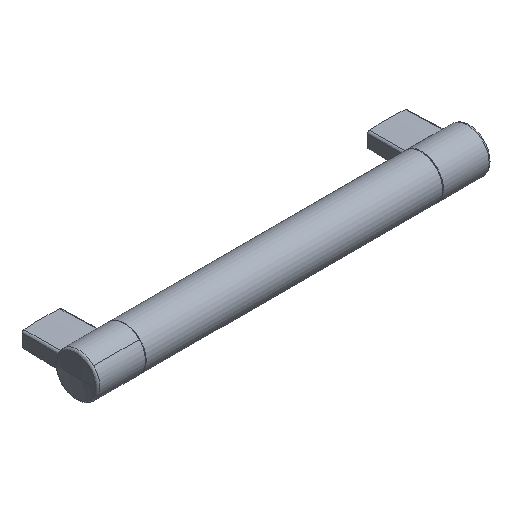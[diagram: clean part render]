
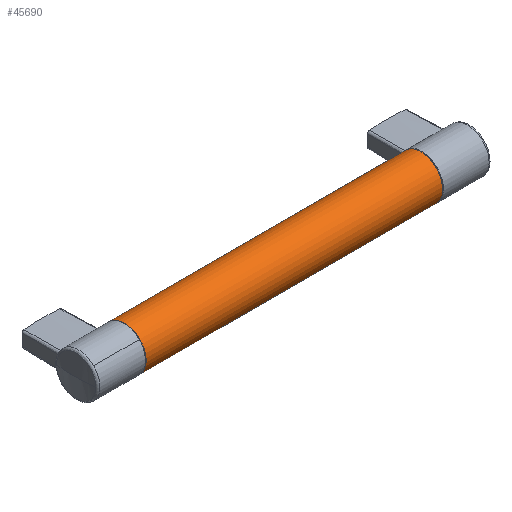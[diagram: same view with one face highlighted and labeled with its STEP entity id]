
A CAD part, isometric view. The second image highlights one B-rep face of the part: STEP entity #45690.
In plain terms, the highlighted cylindrical face has radius 10 mm (diameter 20 mm), a partial arc.
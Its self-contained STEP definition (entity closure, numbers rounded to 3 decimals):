
#44990=CARTESIAN_POINT('',(-53.05,-30.,
0.));
#45000=DIRECTION('',(1.,0.,0.));
#45010=DIRECTION('',(0.,0.707,
0.707));
#45020=AXIS2_PLACEMENT_3D('',#44990,#45000,#45010);
#45030=CIRCLE('',#45020,10.);
#45040=CARTESIAN_POINT('',(-53.05,-22.929,
7.071));
#45050=VERTEX_POINT('',#45040);
#45060=CARTESIAN_POINT('',(-53.05,-37.071,
-7.071));
#45070=VERTEX_POINT('',#45060);
#45080=EDGE_CURVE('',#45050,#45070,#45030,.T.);
#45200=CARTESIAN_POINT('',(84.45,-30.,
0.));
#45210=DIRECTION('',(1.,0.,0.));
#45220=DIRECTION('',(0.,0.707,
0.707));
#45230=AXIS2_PLACEMENT_3D('',#45200,#45210,#45220);
#45240=CIRCLE('',#45230,10.);
#45250=CARTESIAN_POINT('',(84.45,-22.929,
7.071));
#45260=VERTEX_POINT('',#45250);
#45270=CARTESIAN_POINT('',(84.45,-37.071,
-7.071));
#45280=VERTEX_POINT('',#45270);
#45290=EDGE_CURVE('',#45260,#45280,#45240,.T.);
#45410=CARTESIAN_POINT('',(-53.05,-22.929,
7.071));
#45420=DIRECTION('',(1.,0.,0.));
#45430=VECTOR('',#45420,1.);
#45440=LINE('',#45410,#45430);
#45450=EDGE_CURVE('',#45050,#45260,#45440,.T.);
#45480=CARTESIAN_POINT('',(-53.05,-37.071,
-7.071));
#45490=DIRECTION('',(1.,0.,0.));
#45500=VECTOR('',#45490,1.);
#45510=LINE('',#45480,#45500);
#45520=EDGE_CURVE('',#45070,#45280,#45510,.T.);
#45580=CARTESIAN_POINT('',(-53.05,-30.,
0.));
#45590=DIRECTION('',(1.,0.,0.));
#45600=DIRECTION('',(0.,0.707,
0.707));
#45610=AXIS2_PLACEMENT_3D('',#45580,#45590,#45600);
#45620=CYLINDRICAL_SURFACE('',#45610,10.);
#45630=ORIENTED_EDGE('',*,*,#45290,.F.);
#45640=ORIENTED_EDGE('',*,*,#45520,.T.);
#45650=ORIENTED_EDGE('',*,*,#45080,.T.);
#45660=ORIENTED_EDGE('',*,*,#45450,.F.);
#45670=EDGE_LOOP('',(#45660,#45650,#45640,#45630));
#45680=FACE_OUTER_BOUND('',#45670,.T.);
#45690=ADVANCED_FACE('',(#45680),#45620,.T.);
